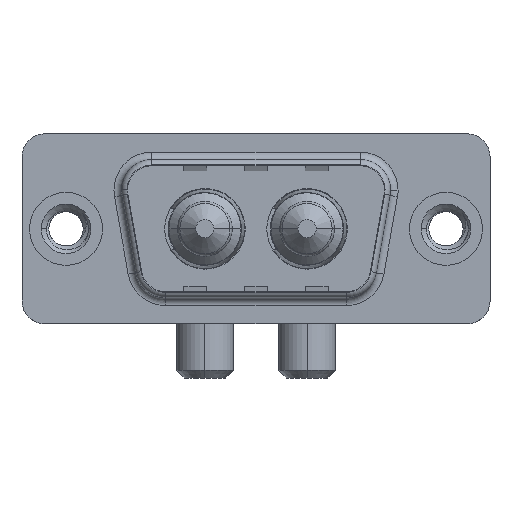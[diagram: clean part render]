
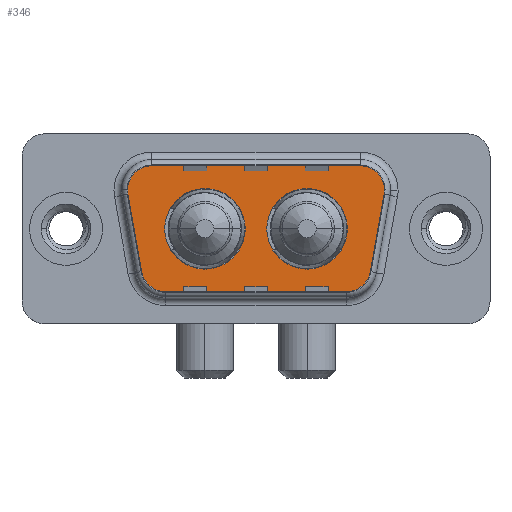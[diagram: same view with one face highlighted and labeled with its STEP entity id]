
A CAD part, top view. The second image highlights one B-rep face of the part: STEP entity #346.
In plain terms, the highlighted planar face has unit normal (0, 0, 1).
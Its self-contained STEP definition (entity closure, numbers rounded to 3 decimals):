
#192 = VERTEX_POINT ( 'NONE', #2291 ) ;
#346 = ADVANCED_FACE ( 'NONE', ( #11594, #9775, #4168 ), #1792, .T. ) ;
#531 = CIRCLE ( 'NONE', #6989, 2. ) ;
#576 = AXIS2_PLACEMENT_3D ( 'NONE', #4942, #3191, #7825 ) ;
#617 = DIRECTION ( 'NONE',  ( 1., 0., 0. ) ) ;
#716 = DIRECTION ( 'NONE',  ( -1., 0., 0. ) ) ;
#776 = ORIENTED_EDGE ( 'NONE', *, *, #10236, .F. ) ;
#954 = CARTESIAN_POINT ( 'NONE',  ( 11.79, 0., 0. ) ) ;
#1230 = CARTESIAN_POINT ( 'NONE',  ( 5.436, 2.9, 0. ) ) ;
#1258 = VERTEX_POINT ( 'NONE', #3894 ) ;
#1451 = CIRCLE ( 'NONE', #9858, 2.65 ) ;
#1464 = CARTESIAN_POINT ( 'NONE',  ( 18.541, -2.9, 0. ) ) ;
#1520 = LINE ( 'NONE', #10540, #4464 ) ;
#1540 = DIRECTION ( 'NONE',  ( 0., 0., 1. ) ) ;
#1609 = DIRECTION ( 'NONE',  ( 0., 0., 1. ) ) ;
#1647 = DIRECTION ( 'NONE',  ( 1., 0., 0. ) ) ;
#1656 = EDGE_CURVE ( 'NONE', #192, #3373, #4214, .T. ) ;
#1792 = PLANE ( 'NONE',  #2985 ) ;
#1830 = CIRCLE ( 'NONE', #9148, 2. ) ;
#2161 = EDGE_CURVE ( 'NONE', #1258, #11386, #531, .T. ) ;
#2180 = DIRECTION ( 'NONE',  ( 1., 0., 0. ) ) ;
#2291 = CARTESIAN_POINT ( 'NONE',  ( 4.489, -3.247, 0. ) ) ;
#2304 = DIRECTION ( 'NONE',  ( 1., 0., 0. ) ) ;
#2318 = CARTESIAN_POINT ( 'NONE',  ( 9.14, 0., 0. ) ) ;
#2648 = LINE ( 'NONE', #6285, #8267 ) ;
#2985 = AXIS2_PLACEMENT_3D ( 'NONE', #1464, #8081, #7199 ) ;
#3015 = AXIS2_PLACEMENT_3D ( 'NONE', #1230, #5749, #4641 ) ;
#3191 = DIRECTION ( 'NONE',  ( 0., 0., 1. ) ) ;
#3259 = VERTEX_POINT ( 'NONE', #7711 ) ;
#3268 = CARTESIAN_POINT ( 'NONE',  ( 9.14, 0., 0. ) ) ;
#3373 = VERTEX_POINT ( 'NONE', #4064 ) ;
#3401 = CIRCLE ( 'NONE', #9934, 2.65 ) ;
#3537 = VERTEX_POINT ( 'NONE', #7935 ) ;
#3715 = DIRECTION ( 'NONE',  ( 0.174, -0.985, 0. ) ) ;
#3807 = CARTESIAN_POINT ( 'NONE',  ( 13.21, 0., 0. ) ) ;
#3844 = ORIENTED_EDGE ( 'NONE', *, *, #9204, .F. ) ;
#3894 = CARTESIAN_POINT ( 'NONE',  ( 21.564, 2.9, 0. ) ) ;
#3955 = VERTEX_POINT ( 'NONE', #10945 ) ;
#4064 = CARTESIAN_POINT ( 'NONE',  ( 6.459, -4.9, 0. ) ) ;
#4168 = FACE_OUTER_BOUND ( 'NONE', #7494, .T. ) ;
#4214 = CIRCLE ( 'NONE', #4766, 2. ) ;
#4366 = EDGE_LOOP ( 'NONE', ( #11191, #776 ) ) ;
#4409 = DIRECTION ( 'NONE',  ( 0., 0., 1. ) ) ;
#4464 = VECTOR ( 'NONE', #7798, 1000. ) ;
#4641 = DIRECTION ( 'NONE',  ( 1., 0., 0. ) ) ;
#4653 = LINE ( 'NONE', #4825, #11550 ) ;
#4766 = AXIS2_PLACEMENT_3D ( 'NONE', #11503, #10565, #716 ) ;
#4825 = CARTESIAN_POINT ( 'NONE',  ( 3.466, 2.553, 0. ) ) ;
#4845 = CARTESIAN_POINT ( 'NONE',  ( 18.51, 0., 0. ) ) ;
#4942 = CARTESIAN_POINT ( 'NONE',  ( 19.564, 2.9, 0. ) ) ;
#4989 = CARTESIAN_POINT ( 'NONE',  ( 19.564, 2.9, 0. ) ) ;
#5139 = DIRECTION ( 'NONE',  ( 0., 0., 1. ) ) ;
#5154 = AXIS2_PLACEMENT_3D ( 'NONE', #3268, #5139, #617 ) ;
#5295 = VERTEX_POINT ( 'NONE', #3807 ) ;
#5749 = DIRECTION ( 'NONE',  ( 0., 0., 1. ) ) ;
#5813 = ORIENTED_EDGE ( 'NONE', *, *, #10962, .T. ) ;
#5995 = CIRCLE ( 'NONE', #6564, 2.65 ) ;
#6082 = VERTEX_POINT ( 'NONE', #954 ) ;
#6110 = ORIENTED_EDGE ( 'NONE', *, *, #6215, .T. ) ;
#6215 = EDGE_CURVE ( 'NONE', #3537, #192, #4653, .T. ) ;
#6285 = CARTESIAN_POINT ( 'NONE',  ( 6.459, -4.9, 0. ) ) ;
#6313 = VERTEX_POINT ( 'NONE', #11387 ) ;
#6452 = EDGE_CURVE ( 'NONE', #6965, #5295, #1451, .T. ) ;
#6564 = AXIS2_PLACEMENT_3D ( 'NONE', #2318, #1609, #8772 ) ;
#6697 = DIRECTION ( 'NONE',  ( 0.174, 0.985, 0. ) ) ;
#6965 = VERTEX_POINT ( 'NONE', #4845 ) ;
#6989 = AXIS2_PLACEMENT_3D ( 'NONE', #4989, #10551, #7751 ) ;
#7165 = DIRECTION ( 'NONE',  ( 1., 0., 0. ) ) ;
#7199 = DIRECTION ( 'NONE',  ( 1., 0., 0. ) ) ;
#7356 = ORIENTED_EDGE ( 'NONE', *, *, #10600, .T. ) ;
#7494 = EDGE_LOOP ( 'NONE', ( #9325, #10277, #7356, #11115, #8174, #5813, #6110, #8060, #11199 ) ) ;
#7539 = EDGE_CURVE ( 'NONE', #6313, #10912, #1830, .T. ) ;
#7581 = CARTESIAN_POINT ( 'NONE',  ( 21.534, 2.553, 0. ) ) ;
#7644 = DIRECTION ( 'NONE',  ( 0., 0., 1. ) ) ;
#7711 = CARTESIAN_POINT ( 'NONE',  ( 5.436, 4.9, 0. ) ) ;
#7751 = DIRECTION ( 'NONE',  ( -1., 0., 0. ) ) ;
#7798 = DIRECTION ( 'NONE',  ( -1., 0., 0. ) ) ;
#7825 = DIRECTION ( 'NONE',  ( -1., 0., 0. ) ) ;
#7935 = CARTESIAN_POINT ( 'NONE',  ( 3.466, 2.553, 0. ) ) ;
#8022 = CARTESIAN_POINT ( 'NONE',  ( 6.49, 0., 0. ) ) ;
#8060 = ORIENTED_EDGE ( 'NONE', *, *, #1656, .T. ) ;
#8072 = CIRCLE ( 'NONE', #3015, 2. ) ;
#8081 = DIRECTION ( 'NONE',  ( 0., 0., 1. ) ) ;
#8151 = CIRCLE ( 'NONE', #5154, 2.65 ) ;
#8162 = EDGE_CURVE ( 'NONE', #11386, #3259, #1520, .T. ) ;
#8174 = ORIENTED_EDGE ( 'NONE', *, *, #8162, .T. ) ;
#8267 = VECTOR ( 'NONE', #7165, 1000. ) ;
#8372 = CARTESIAN_POINT ( 'NONE',  ( 19.564, 4.9, 0. ) ) ;
#8637 = CARTESIAN_POINT ( 'NONE',  ( 15.86, 0., 0. ) ) ;
#8772 = DIRECTION ( 'NONE',  ( 1., 0., 0. ) ) ;
#9148 = AXIS2_PLACEMENT_3D ( 'NONE', #11149, #1540, #2304 ) ;
#9204 = EDGE_CURVE ( 'NONE', #5295, #6965, #3401, .T. ) ;
#9266 = EDGE_CURVE ( 'NONE', #10912, #3955, #9336, .T. ) ;
#9272 = CARTESIAN_POINT ( 'NONE',  ( 20.511, -3.247, 0. ) ) ;
#9325 = ORIENTED_EDGE ( 'NONE', *, *, #7539, .T. ) ;
#9336 = LINE ( 'NONE', #7581, #10691 ) ;
#9769 = VERTEX_POINT ( 'NONE', #8022 ) ;
#9775 = FACE_BOUND ( 'NONE', #4366, .T. ) ;
#9789 = CARTESIAN_POINT ( 'NONE',  ( 15.86, 0., 0. ) ) ;
#9858 = AXIS2_PLACEMENT_3D ( 'NONE', #9789, #4409, #1647 ) ;
#9934 = AXIS2_PLACEMENT_3D ( 'NONE', #8637, #7644, #2180 ) ;
#10236 = EDGE_CURVE ( 'NONE', #9769, #6082, #5995, .T. ) ;
#10277 = ORIENTED_EDGE ( 'NONE', *, *, #9266, .T. ) ;
#10400 = EDGE_LOOP ( 'NONE', ( #11525, #3844 ) ) ;
#10540 = CARTESIAN_POINT ( 'NONE',  ( 5.436, 4.9, 0. ) ) ;
#10551 = DIRECTION ( 'NONE',  ( 0., 0., 1. ) ) ;
#10565 = DIRECTION ( 'NONE',  ( 0., 0., 1. ) ) ;
#10600 = EDGE_CURVE ( 'NONE', #3955, #1258, #10868, .T. ) ;
#10691 = VECTOR ( 'NONE', #6697, 1000. ) ;
#10739 = EDGE_CURVE ( 'NONE', #3373, #6313, #2648, .T. ) ;
#10868 = CIRCLE ( 'NONE', #576, 2. ) ;
#10912 = VERTEX_POINT ( 'NONE', #9272 ) ;
#10945 = CARTESIAN_POINT ( 'NONE',  ( 21.534, 2.553, 0. ) ) ;
#10962 = EDGE_CURVE ( 'NONE', #3259, #3537, #8072, .T. ) ;
#11115 = ORIENTED_EDGE ( 'NONE', *, *, #2161, .T. ) ;
#11149 = CARTESIAN_POINT ( 'NONE',  ( 18.541, -2.9, 0. ) ) ;
#11191 = ORIENTED_EDGE ( 'NONE', *, *, #11545, .F. ) ;
#11199 = ORIENTED_EDGE ( 'NONE', *, *, #10739, .T. ) ;
#11386 = VERTEX_POINT ( 'NONE', #8372 ) ;
#11387 = CARTESIAN_POINT ( 'NONE',  ( 18.541, -4.9, 0. ) ) ;
#11503 = CARTESIAN_POINT ( 'NONE',  ( 6.459, -2.9, 0. ) ) ;
#11525 = ORIENTED_EDGE ( 'NONE', *, *, #6452, .F. ) ;
#11545 = EDGE_CURVE ( 'NONE', #6082, #9769, #8151, .T. ) ;
#11550 = VECTOR ( 'NONE', #3715, 1000. ) ;
#11594 = FACE_BOUND ( 'NONE', #10400, .T. ) ;
